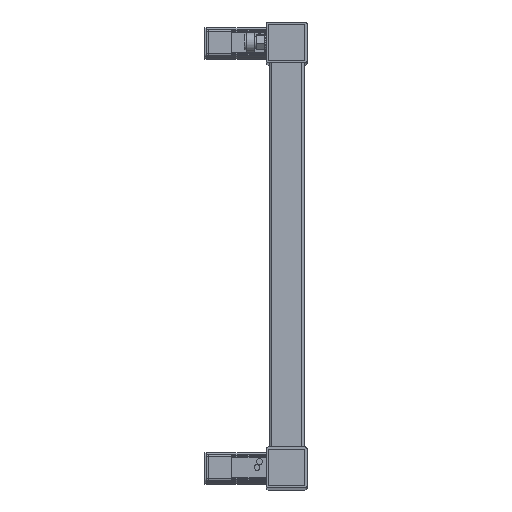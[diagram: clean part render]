
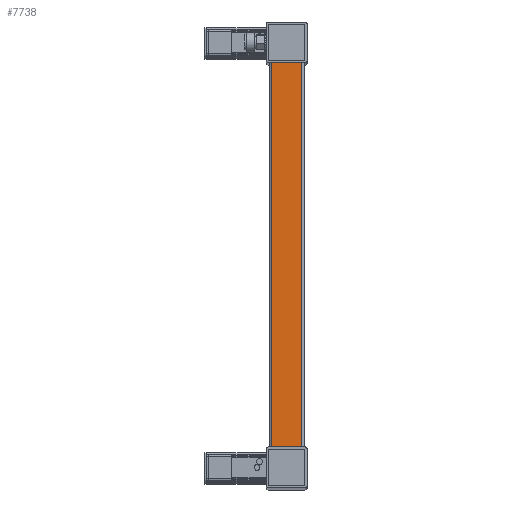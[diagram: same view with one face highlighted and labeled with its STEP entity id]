
A CAD part, top view. The second image highlights one B-rep face of the part: STEP entity #7738.
In plain terms, the highlighted face is planar.
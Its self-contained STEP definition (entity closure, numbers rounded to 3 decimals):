
#390=LINE('',#11455,#1336);
#415=LINE('',#11510,#1361);
#416=LINE('',#11513,#1362);
#417=LINE('',#11514,#1363);
#1336=VECTOR('',#9280,1000.);
#1361=VECTOR('',#9319,1000.);
#1362=VECTOR('',#9320,1000.);
#1363=VECTOR('',#9321,1000.);
#2449=ORIENTED_EDGE('',*,*,#4525,.T.);
#2450=ORIENTED_EDGE('',*,*,#4526,.T.);
#2451=ORIENTED_EDGE('',*,*,#4497,.F.);
#2452=ORIENTED_EDGE('',*,*,#4527,.T.);
#4497=EDGE_CURVE('',#5558,#5559,#390,.T.);
#4525=EDGE_CURVE('',#5582,#5583,#415,.T.);
#4526=EDGE_CURVE('',#5583,#5559,#416,.F.);
#4527=EDGE_CURVE('',#5558,#5582,#417,.T.);
#5558=VERTEX_POINT('',#11454);
#5559=VERTEX_POINT('',#11456);
#5582=VERTEX_POINT('',#11511);
#5583=VERTEX_POINT('',#11512);
#6433=EDGE_LOOP('',(#2449,#2450,#2451,#2452));
#6933=FACE_BOUND('',#6433,.T.);
#7407=PLANE('',#8507);
#7738=ADVANCED_FACE('',(#6933),#7407,.F.);
#8507=AXIS2_PLACEMENT_3D('',#11509,#9317,#9318);
#9280=DIRECTION('',(0.,-1.,0.));
#9317=DIRECTION('',(1.,0.,0.));
#9318=DIRECTION('',(0.,0.,-1.));
#9319=DIRECTION('',(0.,-1.,0.));
#9320=DIRECTION('',(0.,0.,-1.));
#9321=DIRECTION('',(0.,0.,-1.));
#11454=CARTESIAN_POINT('',(-15.,13.,165.));
#11455=CARTESIAN_POINT('',(-15.,15.,165.));
#11456=CARTESIAN_POINT('',(-15.,-13.,165.));
#11509=CARTESIAN_POINT('',(-15.,15.,165.));
#11510=CARTESIAN_POINT('',(-15.,15.,-165.));
#11511=CARTESIAN_POINT('',(-15.,13.,-165.));
#11512=CARTESIAN_POINT('',(-15.,-13.,-165.));
#11513=CARTESIAN_POINT('',(-15.,-13.,165.));
#11514=CARTESIAN_POINT('',(-15.,13.,165.));
